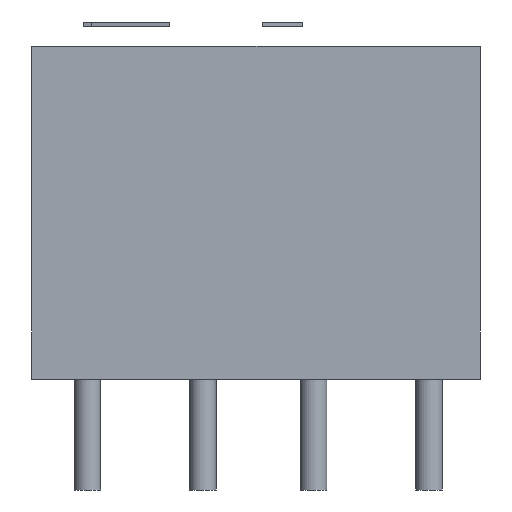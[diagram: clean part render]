
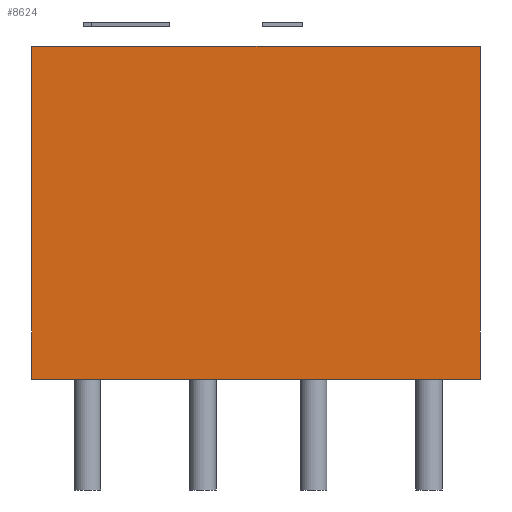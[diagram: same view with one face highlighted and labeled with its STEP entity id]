
A CAD part, left-side view. The second image highlights one B-rep face of the part: STEP entity #8624.
In plain terms, the highlighted planar face has unit normal (-1, 0, 0).
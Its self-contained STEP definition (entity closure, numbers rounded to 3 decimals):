
#8508 = EDGE_CURVE('',#8509,#8511,#8513,.T.);
#8509 = VERTEX_POINT('',#8510);
#8510 = CARTESIAN_POINT('',(0.,20.2,0.));
#8511 = VERTEX_POINT('',#8512);
#8512 = CARTESIAN_POINT('',(0.,20.2,15.));
#8513 = SURFACE_CURVE('',#8514,(#8518,#8530),.PCURVE_S1.);
#8514 = LINE('',#8515,#8516);
#8515 = CARTESIAN_POINT('',(0.,20.2,0.));
#8516 = VECTOR('',#8517,1.);
#8517 = DIRECTION('',(0.,0.,1.));
#8518 = PCURVE('',#8519,#8524);
#8519 = PLANE('',#8520);
#8520 = AXIS2_PLACEMENT_3D('',#8521,#8522,#8523);
#8521 = CARTESIAN_POINT('',(0.,20.2,0.));
#8522 = DIRECTION('',(0.,1.,0.));
#8523 = DIRECTION('',(1.,0.,0.));
#8524 = DEFINITIONAL_REPRESENTATION('',(#8525),#8529);
#8525 = LINE('',#8526,#8527);
#8526 = CARTESIAN_POINT('',(0.,0.));
#8527 = VECTOR('',#8528,1.);
#8528 = DIRECTION('',(0.,-1.));
#8529 = ( GEOMETRIC_REPRESENTATION_CONTEXT(2) 
PARAMETRIC_REPRESENTATION_CONTEXT() REPRESENTATION_CONTEXT('2D SPACE',''
  ) );
#8530 = PCURVE('',#8531,#8536);
#8531 = PLANE('',#8532);
#8532 = AXIS2_PLACEMENT_3D('',#8533,#8534,#8535);
#8533 = CARTESIAN_POINT('',(0.,0.,0.));
#8534 = DIRECTION('',(-1.,0.,0.));
#8535 = DIRECTION('',(0.,1.,0.));
#8536 = DEFINITIONAL_REPRESENTATION('',(#8537),#8541);
#8537 = LINE('',#8538,#8539);
#8538 = CARTESIAN_POINT('',(20.2,0.));
#8539 = VECTOR('',#8540,1.);
#8540 = DIRECTION('',(0.,-1.));
#8541 = ( GEOMETRIC_REPRESENTATION_CONTEXT(2) 
PARAMETRIC_REPRESENTATION_CONTEXT() REPRESENTATION_CONTEXT('2D SPACE',''
  ) );
#8559 = PLANE('',#8560);
#8560 = AXIS2_PLACEMENT_3D('',#8561,#8562,#8563);
#8561 = CARTESIAN_POINT('',(0.,20.2,15.));
#8562 = DIRECTION('',(0.,0.,1.));
#8563 = DIRECTION('',(1.,0.,0.));
#8613 = PLANE('',#8614);
#8614 = AXIS2_PLACEMENT_3D('',#8615,#8616,#8617);
#8615 = CARTESIAN_POINT('',(0.,20.2,0.));
#8616 = DIRECTION('',(0.,0.,1.));
#8617 = DIRECTION('',(1.,0.,0.));
#8624 = ADVANCED_FACE('',(#8625),#8531,.T.);
#8625 = FACE_BOUND('',#8626,.T.);
#8626 = EDGE_LOOP('',(#8627,#8657,#8678,#8679));
#8627 = ORIENTED_EDGE('',*,*,#8628,.T.);
#8628 = EDGE_CURVE('',#8629,#8631,#8633,.T.);
#8629 = VERTEX_POINT('',#8630);
#8630 = CARTESIAN_POINT('',(0.,0.,0.));
#8631 = VERTEX_POINT('',#8632);
#8632 = CARTESIAN_POINT('',(0.,0.,15.));
#8633 = SURFACE_CURVE('',#8634,(#8638,#8645),.PCURVE_S1.);
#8634 = LINE('',#8635,#8636);
#8635 = CARTESIAN_POINT('',(0.,0.,0.));
#8636 = VECTOR('',#8637,1.);
#8637 = DIRECTION('',(0.,0.,1.));
#8638 = PCURVE('',#8531,#8639);
#8639 = DEFINITIONAL_REPRESENTATION('',(#8640),#8644);
#8640 = LINE('',#8641,#8642);
#8641 = CARTESIAN_POINT('',(0.,0.));
#8642 = VECTOR('',#8643,1.);
#8643 = DIRECTION('',(0.,-1.));
#8644 = ( GEOMETRIC_REPRESENTATION_CONTEXT(2) 
PARAMETRIC_REPRESENTATION_CONTEXT() REPRESENTATION_CONTEXT('2D SPACE',''
  ) );
#8645 = PCURVE('',#8646,#8651);
#8646 = PLANE('',#8647);
#8647 = AXIS2_PLACEMENT_3D('',#8648,#8649,#8650);
#8648 = CARTESIAN_POINT('',(34.,0.,0.));
#8649 = DIRECTION('',(0.,-1.,0.));
#8650 = DIRECTION('',(-1.,0.,0.));
#8651 = DEFINITIONAL_REPRESENTATION('',(#8652),#8656);
#8652 = LINE('',#8653,#8654);
#8653 = CARTESIAN_POINT('',(34.,0.));
#8654 = VECTOR('',#8655,1.);
#8655 = DIRECTION('',(0.,-1.));
#8656 = ( GEOMETRIC_REPRESENTATION_CONTEXT(2) 
PARAMETRIC_REPRESENTATION_CONTEXT() REPRESENTATION_CONTEXT('2D SPACE',''
  ) );
#8657 = ORIENTED_EDGE('',*,*,#8658,.T.);
#8658 = EDGE_CURVE('',#8631,#8511,#8659,.T.);
#8659 = SURFACE_CURVE('',#8660,(#8664,#8671),.PCURVE_S1.);
#8660 = LINE('',#8661,#8662);
#8661 = CARTESIAN_POINT('',(0.,0.,15.));
#8662 = VECTOR('',#8663,1.);
#8663 = DIRECTION('',(0.,1.,0.));
#8664 = PCURVE('',#8531,#8665);
#8665 = DEFINITIONAL_REPRESENTATION('',(#8666),#8670);
#8666 = LINE('',#8667,#8668);
#8667 = CARTESIAN_POINT('',(0.,-15.));
#8668 = VECTOR('',#8669,1.);
#8669 = DIRECTION('',(1.,0.));
#8670 = ( GEOMETRIC_REPRESENTATION_CONTEXT(2) 
PARAMETRIC_REPRESENTATION_CONTEXT() REPRESENTATION_CONTEXT('2D SPACE',''
  ) );
#8671 = PCURVE('',#8559,#8672);
#8672 = DEFINITIONAL_REPRESENTATION('',(#8673),#8677);
#8673 = LINE('',#8674,#8675);
#8674 = CARTESIAN_POINT('',(0.,-20.2));
#8675 = VECTOR('',#8676,1.);
#8676 = DIRECTION('',(0.,1.));
#8677 = ( GEOMETRIC_REPRESENTATION_CONTEXT(2) 
PARAMETRIC_REPRESENTATION_CONTEXT() REPRESENTATION_CONTEXT('2D SPACE',''
  ) );
#8678 = ORIENTED_EDGE('',*,*,#8508,.F.);
#8679 = ORIENTED_EDGE('',*,*,#8680,.F.);
#8680 = EDGE_CURVE('',#8629,#8509,#8681,.T.);
#8681 = SURFACE_CURVE('',#8682,(#8686,#8693),.PCURVE_S1.);
#8682 = LINE('',#8683,#8684);
#8683 = CARTESIAN_POINT('',(0.,0.,0.));
#8684 = VECTOR('',#8685,1.);
#8685 = DIRECTION('',(0.,1.,0.));
#8686 = PCURVE('',#8531,#8687);
#8687 = DEFINITIONAL_REPRESENTATION('',(#8688),#8692);
#8688 = LINE('',#8689,#8690);
#8689 = CARTESIAN_POINT('',(0.,0.));
#8690 = VECTOR('',#8691,1.);
#8691 = DIRECTION('',(1.,0.));
#8692 = ( GEOMETRIC_REPRESENTATION_CONTEXT(2) 
PARAMETRIC_REPRESENTATION_CONTEXT() REPRESENTATION_CONTEXT('2D SPACE',''
  ) );
#8693 = PCURVE('',#8613,#8694);
#8694 = DEFINITIONAL_REPRESENTATION('',(#8695),#8699);
#8695 = LINE('',#8696,#8697);
#8696 = CARTESIAN_POINT('',(0.,-20.2));
#8697 = VECTOR('',#8698,1.);
#8698 = DIRECTION('',(0.,1.));
#8699 = ( GEOMETRIC_REPRESENTATION_CONTEXT(2) 
PARAMETRIC_REPRESENTATION_CONTEXT() REPRESENTATION_CONTEXT('2D SPACE',''
  ) );
